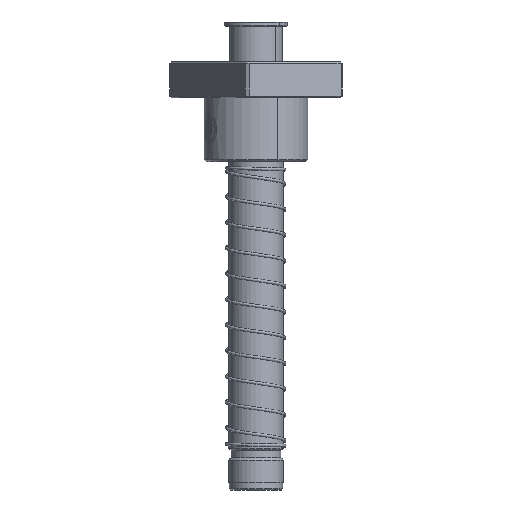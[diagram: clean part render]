
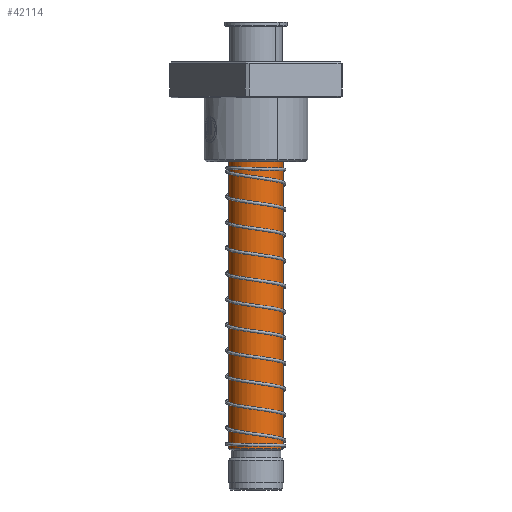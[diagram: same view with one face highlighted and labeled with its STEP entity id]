
A CAD part, front view. The second image highlights one B-rep face of the part: STEP entity #42114.
In plain terms, the highlighted cylindrical face has radius 19 mm (diameter 38 mm), a partial arc.
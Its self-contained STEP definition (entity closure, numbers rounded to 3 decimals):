
#415 = CARTESIAN_POINT ( 'NONE',  ( 0., 0., 300. ) ) ;
#1353 = AXIS2_PLACEMENT_3D ( 'NONE', #415, #27802, #31931 ) ;
#3414 = VECTOR ( 'NONE', #33091, 1000. ) ;
#4786 = CARTESIAN_POINT ( 'NONE',  ( -19., 0., 300. ) ) ;
#6586 = VERTEX_POINT ( 'NONE', #36473 ) ;
#7394 = CARTESIAN_POINT ( 'NONE',  ( 19., 0., 297. ) ) ;
#7406 = EDGE_LOOP ( 'NONE', ( #33974, #31218, #30751, #26266 ) ) ;
#7737 = VERTEX_POINT ( 'NONE', #7394 ) ;
#8407 = DIRECTION ( 'NONE',  ( 0., 0., -1. ) ) ;
#8422 = VECTOR ( 'NONE', #8407, 1000. ) ;
#9003 = EDGE_CURVE ( 'NONE', #42708, #47603, #29837, .T. ) ;
#11825 = EDGE_CURVE ( 'NONE', #7737, #42708, #24186, .T. ) ;
#12580 = FACE_OUTER_BOUND ( 'NONE', #7406, .T. ) ;
#16081 = AXIS2_PLACEMENT_3D ( 'NONE', #43295, #28234, #20360 ) ;
#16851 = CYLINDRICAL_SURFACE ( 'NONE', #1353, 19. ) ;
#20360 = DIRECTION ( 'NONE',  ( 1., 0., 0. ) ) ;
#21703 = AXIS2_PLACEMENT_3D ( 'NONE', #32909, #47966, #48653 ) ;
#22570 = CARTESIAN_POINT ( 'NONE',  ( -19., 0., 29. ) ) ;
#23291 = CARTESIAN_POINT ( 'NONE',  ( 19., 0., 29. ) ) ;
#24186 = LINE ( 'NONE', #25872, #3414 ) ;
#25872 = CARTESIAN_POINT ( 'NONE',  ( 19., 0., 300. ) ) ;
#26266 = ORIENTED_EDGE ( 'NONE', *, *, #9003, .F. ) ;
#27802 = DIRECTION ( 'NONE',  ( 0., 0., -1. ) ) ;
#28234 = DIRECTION ( 'NONE',  ( 0., 0., -1. ) ) ;
#29837 = CIRCLE ( 'NONE', #21703, 19. ) ;
#30751 = ORIENTED_EDGE ( 'NONE', *, *, #37018, .T. ) ;
#31218 = ORIENTED_EDGE ( 'NONE', *, *, #32331, .T. ) ;
#31931 = DIRECTION ( 'NONE',  ( -1., 0., 0. ) ) ;
#32331 = EDGE_CURVE ( 'NONE', #7737, #6586, #40503, .T. ) ;
#32909 = CARTESIAN_POINT ( 'NONE',  ( 0., 0., 29. ) ) ;
#33091 = DIRECTION ( 'NONE',  ( 0., 0., -1. ) ) ;
#33974 = ORIENTED_EDGE ( 'NONE', *, *, #11825, .F. ) ;
#34184 = LINE ( 'NONE', #4786, #8422 ) ;
#36473 = CARTESIAN_POINT ( 'NONE',  ( -19., 0., 297. ) ) ;
#37018 = EDGE_CURVE ( 'NONE', #6586, #47603, #34184, .T. ) ;
#40503 = CIRCLE ( 'NONE', #16081, 19. ) ;
#42114 = ADVANCED_FACE ( 'NONE', ( #12580 ), #16851, .T. ) ;
#42708 = VERTEX_POINT ( 'NONE', #23291 ) ;
#43295 = CARTESIAN_POINT ( 'NONE',  ( 0., 0., 297. ) ) ;
#47603 = VERTEX_POINT ( 'NONE', #22570 ) ;
#47966 = DIRECTION ( 'NONE',  ( 0., 0., -1. ) ) ;
#48653 = DIRECTION ( 'NONE',  ( -1., 0., 0. ) ) ;
